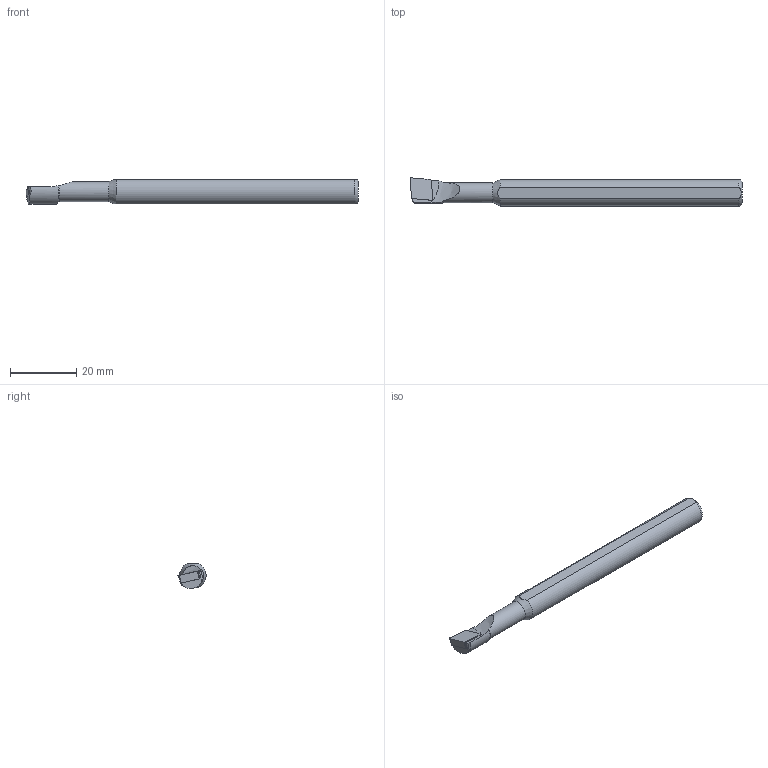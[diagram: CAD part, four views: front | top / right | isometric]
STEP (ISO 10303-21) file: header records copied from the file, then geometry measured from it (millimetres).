
FILE_DESCRIPTION(/* description */ (''),/* implementation_level */ '2;1');
FILE_NAME(/* name */ 'S0608H-SCLCL-06.stp',/* time_stamp */ '2023-10-23T16:35:08+03:00',/* author */ (''),/* organization */ (''),/* preprocessor_version */ 'ST-DEVELOPER v19.4',/* originating_system */ 'SIEMENS PLM Software NX2306.3001',/* authorisation */ '');
FILE_SCHEMA (('AUTOMOTIVE_DESIGN { 1 0 10303 214 3 1 1 1 }'));
Length unit declared in the file: millimetre
Products named in the file (1): S0608H SCLCR 06-LIGHTT_objects
Bounding box: 100 x 8.5 x 7.5 mm (x, y, z)
Volume: 4282.2 mm3; surface area: 2529.2 mm2
Topology: 2 solids, 2 shells, 31 faces, 80 edges, 53 vertices
Faces by surface type: plane 17, cone 8, cylinder 4, bspline 1, torus 1
Full cylindrical faces by diameter (mm): 6 x1
Entity records: 1722 total; most frequent: CARTESIAN_POINT 903, ORIENTED_EDGE 148, DIRECTION 139, EDGE_CURVE 74, AXIS2_PLACEMENT_3D 51, VERTEX_POINT 50, LINE 37, VECTOR 37
